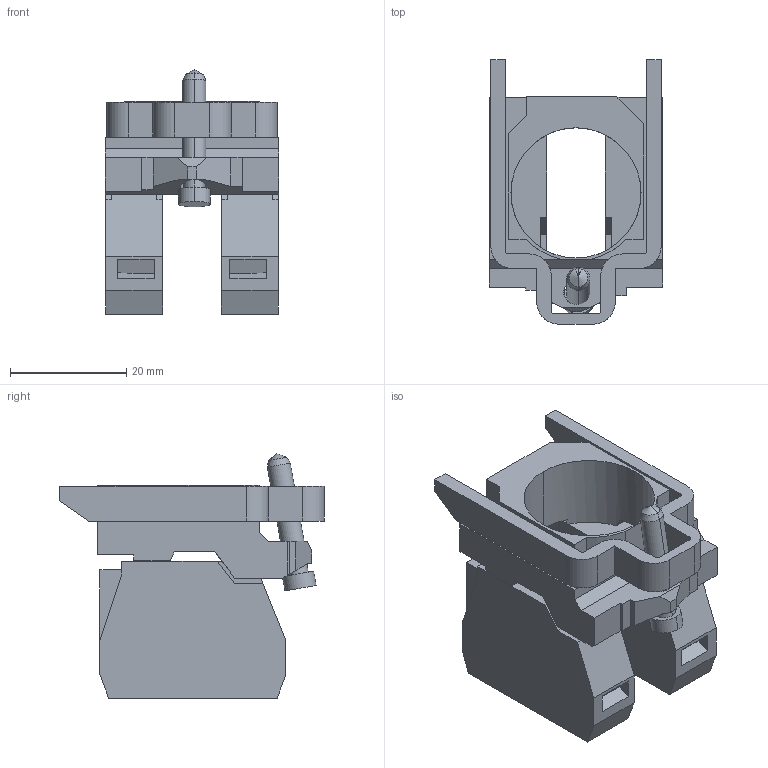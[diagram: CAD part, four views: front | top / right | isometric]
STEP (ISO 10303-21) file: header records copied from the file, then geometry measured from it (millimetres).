
FILE_DESCRIPTION(('Open CASCADE Model'),'2;1');
FILE_NAME('Open CASCADE Shape Model','2022-03-03T10:09:58',('Author'),( 'Open CASCADE'),'Open CASCADE STEP processor 7.2','Open CASCADE 7.2' ,'Unknown');
FILE_SCHEMA(('CONFIG_CONTROL_DESIGN','SHAPE_APPEARANCE_LAYER_MIM'));
Length unit declared in the file: millimetre
Products named in the file (2): S1_(1); 2371744112
Assembly tree (1 placements, depth 2):
  S1_(1)
    2371744112
Bounding box: 29.9 x 45.48 x 42.1 mm (x, y, z)
Volume: 19817.1 mm3; surface area: 11199 mm2
Topology: 5 solids, 5 shells, 168 faces, 449 edges, 297 vertices
Faces by surface type: plane 134, cylinder 30, cone 4
Entity records: 5289 total; most frequent: CARTESIAN_POINT 968, ORIENTED_EDGE 894, DIRECTION 825, EDGE_CURVE 447, LINE 373, VECTOR 373, VERTEX_POINT 297, AXIS2_PLACEMENT_3D 226
